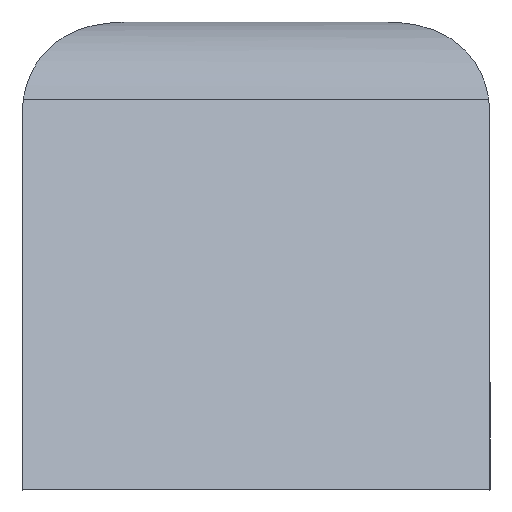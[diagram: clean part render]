
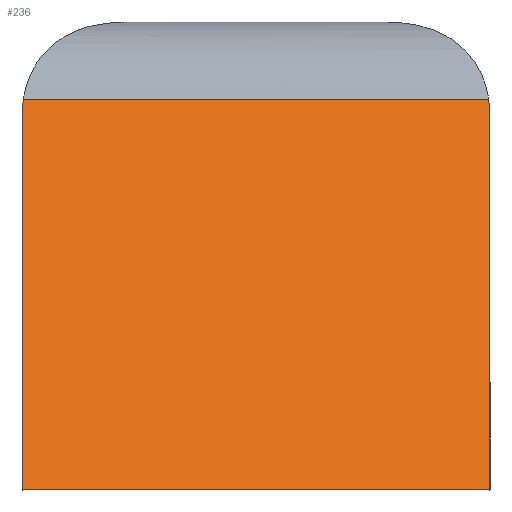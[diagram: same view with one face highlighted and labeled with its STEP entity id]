
A CAD part, left-side view. The second image highlights one B-rep face of the part: STEP entity #236.
In plain terms, the highlighted planar face has unit normal (-0.914, 0, 0.406).
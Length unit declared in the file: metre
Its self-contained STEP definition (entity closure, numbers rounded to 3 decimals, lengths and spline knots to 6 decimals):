
#52=CARTESIAN_POINT('',(-0.085098,-0.04476,
0.030153));
#54=DIRECTION('',(0.,-1.,0.));
#55=VECTOR('',#54,0.089521);
#56=CARTESIAN_POINT('',(-0.085098,0.04476,
0.030153));
#57=LINE('',#56,#55);
#58=CARTESIAN_POINT('',(-0.086507,-0.045,0.026983));
#59=CARTESIAN_POINT('',(-0.086035,-0.045,0.028045));
#60=CARTESIAN_POINT('',(-0.085566,-0.04492,
0.029102));
#61=CARTESIAN_POINT('',(-0.085098,-0.04476,
0.030153));
#63=CARTESIAN_POINT('',(-0.085098,0.04476,
0.030153));
#64=CARTESIAN_POINT('',(-0.085566,0.04492,
0.029102));
#65=CARTESIAN_POINT('',(-0.086035,0.045,0.028045));
#66=CARTESIAN_POINT('',(-0.086507,0.045,0.026983));
#72=DIRECTION('',(-0.406,0.,-0.914));
#73=VECTOR('',#72,0.078773);
#74=CARTESIAN_POINT('',(-0.086507,-0.045,0.026983));
#75=LINE('',#74,#73);
#76=DIRECTION('',(0.,1.,0.));
#77=VECTOR('',#76,0.09);
#78=CARTESIAN_POINT('',(-0.1185,-0.045,-0.045));
#79=LINE('',#78,#77);
#88=DIRECTION('',(0.406,0.,0.914));
#89=VECTOR('',#88,0.078773);
#90=CARTESIAN_POINT('',(-0.1185,0.045,-0.045));
#91=LINE('',#90,#89);
#143=CARTESIAN_POINT('',(-0.1185,-0.045,-0.045));
#144=CARTESIAN_POINT('',(-0.1185,0.045,-0.045));
#145=VERTEX_POINT('',#143);
#146=VERTEX_POINT('',#144);
#152=CARTESIAN_POINT('',(-0.086507,-0.045,0.026983));
#153=VERTEX_POINT('',#152);
#158=CARTESIAN_POINT('',(-0.086507,0.045,0.026983));
#159=VERTEX_POINT('',#158);
#161=VERTEX_POINT('',#52);
#162=CARTESIAN_POINT('',(-0.085098,0.04476,
0.030153));
#163=VERTEX_POINT('',#162);
#219=CARTESIAN_POINT('',(-0.0985,0.,0.));
#220=DIRECTION('',(-0.914,0.,0.406));
#221=DIRECTION('',(0.406,0.,0.914));
#222=AXIS2_PLACEMENT_3D('',#219,#220,#221);
#223=PLANE('',#222);
#224=ORIENTED_EDGE('',*,*,#210,.T.);
#225=ORIENTED_EDGE('',*,*,#199,.F.);
#227=ORIENTED_EDGE('',*,*,#226,.T.);
#229=ORIENTED_EDGE('',*,*,#228,.T.);
#231=ORIENTED_EDGE('',*,*,#230,.T.);
#233=ORIENTED_EDGE('',*,*,#232,.F.);
#234=EDGE_LOOP('',(#224,#225,#227,#229,#231,#233));
#235=FACE_OUTER_BOUND('',#234,.F.);
#236=ADVANCED_FACE('',(#235),#223,.T.);
#62=B_SPLINE_CURVE_WITH_KNOTS('',3,(#58,#59,#60,#61),.UNSPECIFIED.,.F.,.F.,(4,
4),(0.,1.),.UNSPECIFIED.);
#67=B_SPLINE_CURVE_WITH_KNOTS('',3,(#63,#64,#65,#66),.UNSPECIFIED.,.F.,.F.,(4,
4),(0.,1.),.UNSPECIFIED.);
#199=EDGE_CURVE('',#153,#161,#62,.T.);
#210=EDGE_CURVE('',#163,#161,#57,.T.);
#226=EDGE_CURVE('',#153,#145,#75,.T.);
#228=EDGE_CURVE('',#145,#146,#79,.T.);
#230=EDGE_CURVE('',#146,#159,#91,.T.);
#232=EDGE_CURVE('',#163,#159,#67,.T.);
